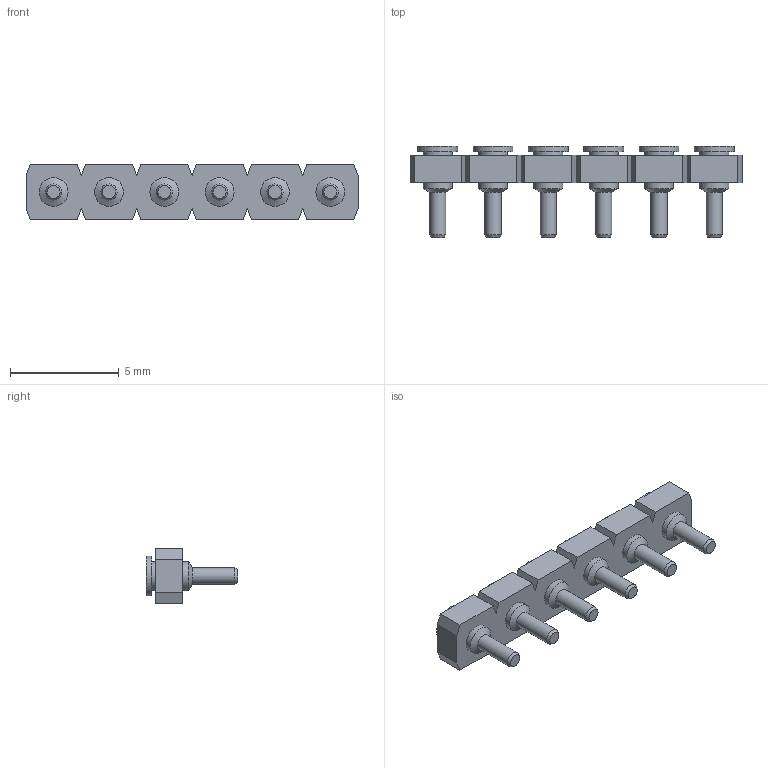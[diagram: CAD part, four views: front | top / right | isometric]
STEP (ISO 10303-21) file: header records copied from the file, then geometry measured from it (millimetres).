
FILE_DESCRIPTION(/* description */ ('STEP AP214'),/* implementation_level */ '2;1');
FILE_NAME(/* name */ 'SL-106-TT-19',/* time_stamp */ '2024-12-07T20:02:59+01:00',/* author */ ('License CC BY-ND 4.0'),/* organization */ ('CADENAS'),/* preprocessor_version */ 'ST-DEVELOPER v19.3',/* originating_system */ 'PARTsolutions',/* authorisation */ ' ');
FILE_SCHEMA (('AUTOMOTIVE_DESIGN {1 0 10303 214 3 1 1}'));
Length unit declared in the file: inch
Products named in the file (3): SL-106-TT-19; SL-106_socket; SC-8P1_pins
Assembly tree (7 placements, depth 2):
  SL-106-TT-19
    SL-106_socket
    SC-8P1_pins  x6
Bounding box: 15.24 x 4.19 x 2.54 mm (x, y, z)
Volume: 50.7 mm3; surface area: 313.3 mm2
Topology: 7 solids, 7 shells, 160 faces, 330 edges, 208 vertices
Faces by surface type: plane 76, cylinder 48, cone 36
Full cylindrical faces by diameter (mm): 0.533 x6, 0.737 x6, 0.914 x6, 1.016 x6, 1.321 x18, 1.829 x6
Entity records: 1974 total; most frequent: CARTESIAN_POINT 324, DIRECTION 320, ORIENTED_EDGE 288, EDGE_CURVE 144, LINE 114, VECTOR 114, VERTEX_POINT 107, AXIS2_PLACEMENT_3D 103
